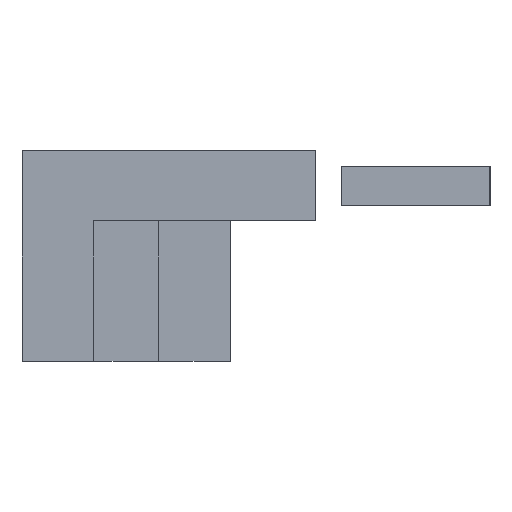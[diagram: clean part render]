
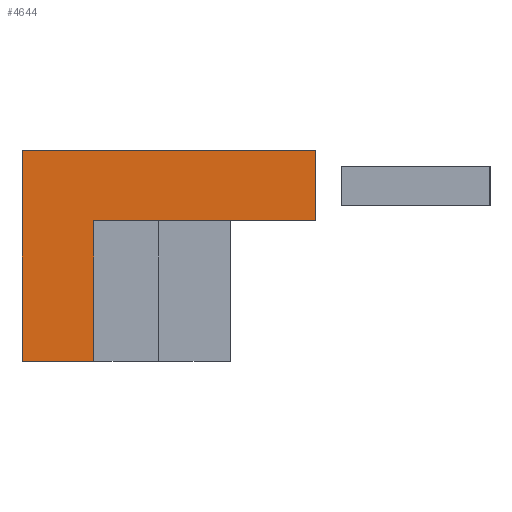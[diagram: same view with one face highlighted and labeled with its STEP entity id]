
A CAD part, left-side view. The second image highlights one B-rep face of the part: STEP entity #4644.
In plain terms, the highlighted planar face has unit normal (-1, 0, 0).
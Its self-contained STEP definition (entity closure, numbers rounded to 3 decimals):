
#4029=CARTESIAN_POINT('',(0.,-4.2,108.2));
#4030=VERTEX_POINT('',#4029);
#4031=CARTESIAN_POINT('',(0.,-4.2,100.));
#4032=VERTEX_POINT('',#4031);
#4033=CARTESIAN_POINT('',(0.,-4.2,108.2));
#4034=DIRECTION('',(0.0,0.0,-1.0));
#4035=VECTOR('',#4034,8.2);
#4036=LINE('',#4033,#4035);
#4037=EDGE_CURVE('',#4030,#4032,#4036,.T.);
#4137=CARTESIAN_POINT('',(0.,0.0,100.));
#4138=VERTEX_POINT('',#4137);
#4139=CARTESIAN_POINT('',(0.,-4.2,100.));
#4140=DIRECTION('',(0.0,1.0,0.0));
#4141=VECTOR('',#4140,4.2);
#4142=LINE('',#4139,#4141);
#4143=EDGE_CURVE('',#4032,#4138,#4142,.T.);
#4588=CARTESIAN_POINT('',(0.,-17.2,112.3));
#4589=VERTEX_POINT('',#4588);
#4596=CARTESIAN_POINT('',(0.,-17.2,108.2));
#4597=VERTEX_POINT('',#4596);
#4598=CARTESIAN_POINT('',(0.,-17.2,108.2));
#4599=DIRECTION('',(0.0,0.0,1.0));
#4600=VECTOR('',#4599,4.1);
#4601=LINE('',#4598,#4600);
#4602=EDGE_CURVE('',#4597,#4589,#4601,.T.);
#4614=CARTESIAN_POINT('',(0.,-17.2,108.2));
#4615=DIRECTION('',(-1.0,0.0,0.0));
#4616=DIRECTION('',(0.0,0.0,1.0));
#4617=AXIS2_PLACEMENT_3D('',#4614,#4615,#4616);
#4618=PLANE('',#4617);
#4619=CARTESIAN_POINT('',(0.,0.0,112.3));
#4620=VERTEX_POINT('',#4619);
#4621=CARTESIAN_POINT('',(0.,-17.2,112.3));
#4622=DIRECTION('',(0.0,1.0,0.0));
#4623=VECTOR('',#4622,17.2);
#4624=LINE('',#4621,#4623);
#4625=EDGE_CURVE('',#4589,#4620,#4624,.T.);
#4626=ORIENTED_EDGE('',*,*,#4625,.T.);
#4627=CARTESIAN_POINT('',(0.,0.,100.));
#4628=DIRECTION('',(0.0,0.0,1.0));
#4629=VECTOR('',#4628,12.3);
#4630=LINE('',#4627,#4629);
#4631=EDGE_CURVE('',#4138,#4620,#4630,.T.);
#4632=ORIENTED_EDGE('',*,*,#4631,.F.);
#4633=ORIENTED_EDGE('',*,*,#4143,.F.);
#4634=ORIENTED_EDGE('',*,*,#4037,.F.);
#4635=CARTESIAN_POINT('',(0.,-4.2,108.2));
#4636=DIRECTION('',(0.0,-1.0,0.0));
#4637=VECTOR('',#4636,13.);
#4638=LINE('',#4635,#4637);
#4639=EDGE_CURVE('',#4030,#4597,#4638,.T.);
#4640=ORIENTED_EDGE('',*,*,#4639,.T.);
#4641=ORIENTED_EDGE('',*,*,#4602,.T.);
#4642=EDGE_LOOP('',(#4626,#4632,#4633,#4634,#4640,#4641));
#4643=FACE_OUTER_BOUND('',#4642,.T.);
#4644=ADVANCED_FACE('',(#4643),#4618,.T.);
